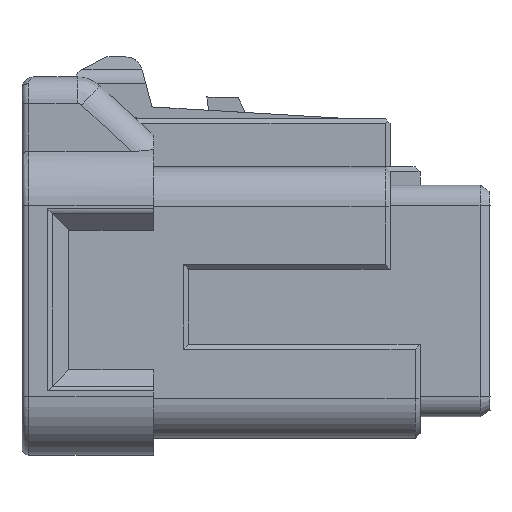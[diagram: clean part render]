
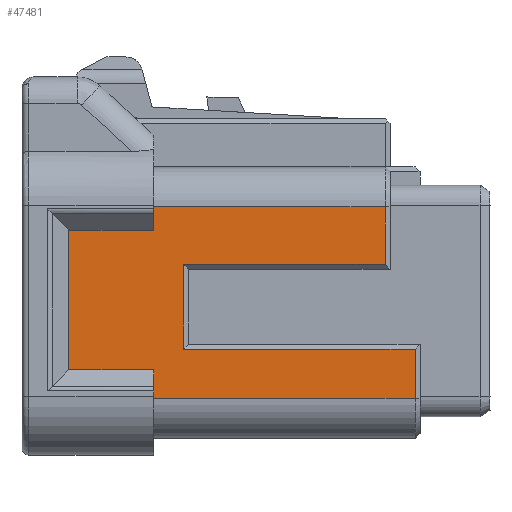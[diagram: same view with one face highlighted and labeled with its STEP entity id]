
A CAD part, left-side view. The second image highlights one B-rep face of the part: STEP entity #47481.
In plain terms, the highlighted planar face has unit normal (-1, 0, 0).
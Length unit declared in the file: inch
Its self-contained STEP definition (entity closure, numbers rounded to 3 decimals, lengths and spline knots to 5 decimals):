
#13774=DIRECTION('',(0.,0.,-1.));
#13775=VECTOR('',#13774,0.02736);
#13776=CARTESIAN_POINT('',(-10.55346,-1.18893,
2.22126));
#13777=LINE('',#13776,#13775);
#13817=DIRECTION('',(0.,0.,-1.));
#13818=VECTOR('',#13817,0.05807);
#13819=CARTESIAN_POINT('',(-10.55346,-1.49798,
2.05295));
#13820=LINE('',#13819,#13818);
#13821=DIRECTION('',(0.,1.,0.));
#13822=VECTOR('',#13821,0.30906);
#13823=CARTESIAN_POINT('',(-10.55346,-1.49798,
1.99488));
#13824=LINE('',#13823,#13822);
#13825=DIRECTION('',(0.,0.,1.));
#13826=VECTOR('',#13825,0.03366);
#13827=CARTESIAN_POINT('',(-10.55346,-1.18893,
1.99488));
#13828=LINE('',#13827,#13826);
#13829=DIRECTION('',(0.,1.,0.));
#13830=VECTOR('',#13829,0.10039);
#13831=CARTESIAN_POINT('',(-10.55346,-1.18893,
2.02854));
#13832=LINE('',#13831,#13830);
#13833=DIRECTION('',(0.,0.,1.));
#13834=VECTOR('',#13833,0.16535);
#13835=CARTESIAN_POINT('',(-10.55346,-1.08853,
2.02854));
#13836=LINE('',#13835,#13834);
#13837=DIRECTION('',(0.,-1.,0.));
#13838=VECTOR('',#13837,0.10039);
#13839=CARTESIAN_POINT('',(-10.55346,-1.08853,
2.1939));
#13840=LINE('',#13839,#13838);
#13841=DIRECTION('',(0.,1.,0.));
#13842=VECTOR('',#13841,0.27362);
#13843=CARTESIAN_POINT('',(-10.55346,-1.46255,
2.22126));
#13844=LINE('',#13843,#13842);
#13845=DIRECTION('',(0.,0.,-1.));
#13846=VECTOR('',#13845,0.06791);
#13847=CARTESIAN_POINT('',(-10.55346,-1.46255,
2.22126));
#13848=LINE('',#13847,#13846);
#13849=DIRECTION('',(0.,-1.,0.));
#13850=VECTOR('',#13849,0.23819);
#13851=CARTESIAN_POINT('',(-10.55346,-1.22436,
2.15335));
#13852=LINE('',#13851,#13850);
#13853=DIRECTION('',(0.,0.,1.));
#13854=VECTOR('',#13853,0.10039);
#13855=CARTESIAN_POINT('',(-10.55346,-1.22436,
2.05295));
#13856=LINE('',#13855,#13854);
#13857=DIRECTION('',(0.,1.,0.));
#13858=VECTOR('',#13857,0.27362);
#13859=CARTESIAN_POINT('',(-10.55346,-1.49798,
2.05295));
#13860=LINE('',#13859,#13858);
#15593=CARTESIAN_POINT('',(-10.55346,-1.18893,
1.99488));
#15594=VERTEX_POINT('',#15593);
#16737=CARTESIAN_POINT('',(-10.55346,-1.18893,
2.22126));
#16738=VERTEX_POINT('',#16737);
#16775=CARTESIAN_POINT('',(-10.55346,-1.08853,
2.1939));
#16776=CARTESIAN_POINT('',(-10.55346,-1.18893,
2.1939));
#16777=VERTEX_POINT('',#16775);
#16778=VERTEX_POINT('',#16776);
#16799=CARTESIAN_POINT('',(-10.55346,-1.18893,
2.02854));
#16800=CARTESIAN_POINT('',(-10.55346,-1.08853,
2.02854));
#16801=VERTEX_POINT('',#16799);
#16802=VERTEX_POINT('',#16800);
#17015=CARTESIAN_POINT('',(-10.55346,-1.49798,
1.99488));
#17016=VERTEX_POINT('',#17015);
#17019=CARTESIAN_POINT('',(-10.55346,-1.49798,
2.05295));
#17020=VERTEX_POINT('',#17019);
#17023=CARTESIAN_POINT('',(-10.55346,-1.22436,
2.05295));
#17024=VERTEX_POINT('',#17023);
#17027=CARTESIAN_POINT('',(-10.55346,-1.22436,
2.15335));
#17028=VERTEX_POINT('',#17027);
#17029=CARTESIAN_POINT('',(-10.55346,-1.46255,
2.15335));
#17030=VERTEX_POINT('',#17029);
#17039=CARTESIAN_POINT('',(-10.55346,-1.46255,
2.22126));
#17040=VERTEX_POINT('',#17039);
#47452=CARTESIAN_POINT('',(-10.55346,-1.58656,
2.03425));
#47453=DIRECTION('',(1.,0.,0.));
#47454=DIRECTION('',(0.,0.,1.));
#47455=AXIS2_PLACEMENT_3D('',#47452,#47453,#47454);
#47456=PLANE('',#47455);
#47458=ORIENTED_EDGE('',*,*,#47457,.T.);
#47460=ORIENTED_EDGE('',*,*,#47459,.T.);
#47462=ORIENTED_EDGE('',*,*,#47461,.T.);
#47464=ORIENTED_EDGE('',*,*,#47463,.T.);
#47466=ORIENTED_EDGE('',*,*,#47465,.T.);
#47467=ORIENTED_EDGE('',*,*,#47438,.T.);
#47468=ORIENTED_EDGE('',*,*,#47363,.F.);
#47470=ORIENTED_EDGE('',*,*,#47469,.F.);
#47472=ORIENTED_EDGE('',*,*,#47471,.T.);
#47474=ORIENTED_EDGE('',*,*,#47473,.F.);
#47476=ORIENTED_EDGE('',*,*,#47475,.F.);
#47478=ORIENTED_EDGE('',*,*,#47477,.F.);
#47479=EDGE_LOOP('',(#47458,#47460,#47462,#47464,#47466,#47467,#47468,#47470,
#47472,#47474,#47476,#47478));
#47480=FACE_OUTER_BOUND('',#47479,.F.);
#47481=ADVANCED_FACE('',(#47480),#47456,.F.);
#47363=EDGE_CURVE('',#16738,#16778,#13777,.T.);
#47438=EDGE_CURVE('',#16777,#16778,#13840,.T.);
#47457=EDGE_CURVE('',#17020,#17016,#13820,.T.);
#47459=EDGE_CURVE('',#17016,#15594,#13824,.T.);
#47461=EDGE_CURVE('',#15594,#16801,#13828,.T.);
#47463=EDGE_CURVE('',#16801,#16802,#13832,.T.);
#47465=EDGE_CURVE('',#16802,#16777,#13836,.T.);
#47469=EDGE_CURVE('',#17040,#16738,#13844,.T.);
#47471=EDGE_CURVE('',#17040,#17030,#13848,.T.);
#47473=EDGE_CURVE('',#17028,#17030,#13852,.T.);
#47475=EDGE_CURVE('',#17024,#17028,#13856,.T.);
#47477=EDGE_CURVE('',#17020,#17024,#13860,.T.);
